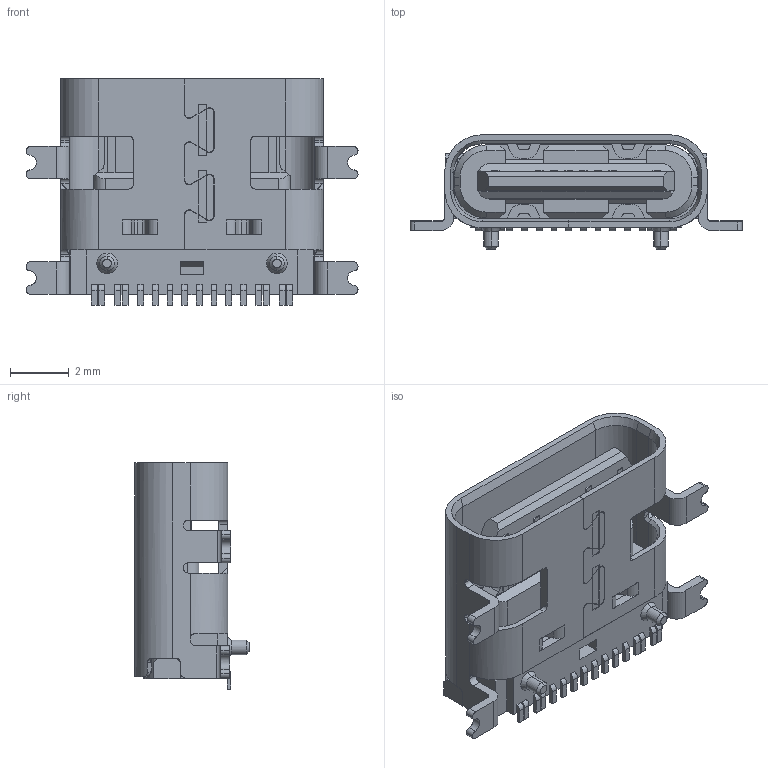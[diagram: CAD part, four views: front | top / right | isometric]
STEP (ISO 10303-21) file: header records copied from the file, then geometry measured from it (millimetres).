
FILE_DESCRIPTION(('CAx-IF Rec.Pracs.---Model Styling and Organization---1.5---2016-08-15','CAx-IF Rec.Pracs.---Geometric and Assembly Validation Properties---4.4---2016-08-17','CAx-IF Rec.Pracs.---User Defined Attributes---1.5---2016-08-15','CAx-IF Rec.Pracs.---External References---2.1---2005-01-19'),'2;1');
FILE_NAME('2528439.step','2022-12-19T19:27:58',('Unspecified'),('Unspecified'),'CAD Exchanger 3.8.1 (cadexchanger.com)','Unspecified','');
FILE_SCHEMA(('AUTOMOTIVE_DESIGN { 1 0 10303 214 1 1 1 1 }'));
Length unit declared in the file: millimetre
Products named in the file (1): USB4110-GF-A
Bounding box: 11.3 x 3.89 x 7.7 mm (x, y, z)
Volume: 114.3 mm3; surface area: 485.5 mm2
Topology: 1 solids, 1 shells, 813 faces, 2356 edges, 1523 vertices
Faces by surface type: plane 607, cylinder 173, cone 27, bspline 6
Entity records: 33151 total; most frequent: CARTESIAN_POINT 5992, ORIENTED_EDGE 4712, DIRECTION 3988, EDGE_CURVE 2356, LINE 1728, VECTOR 1728, VERTEX_POINT 1523, AXIS2_PLACEMENT_3D 1130
